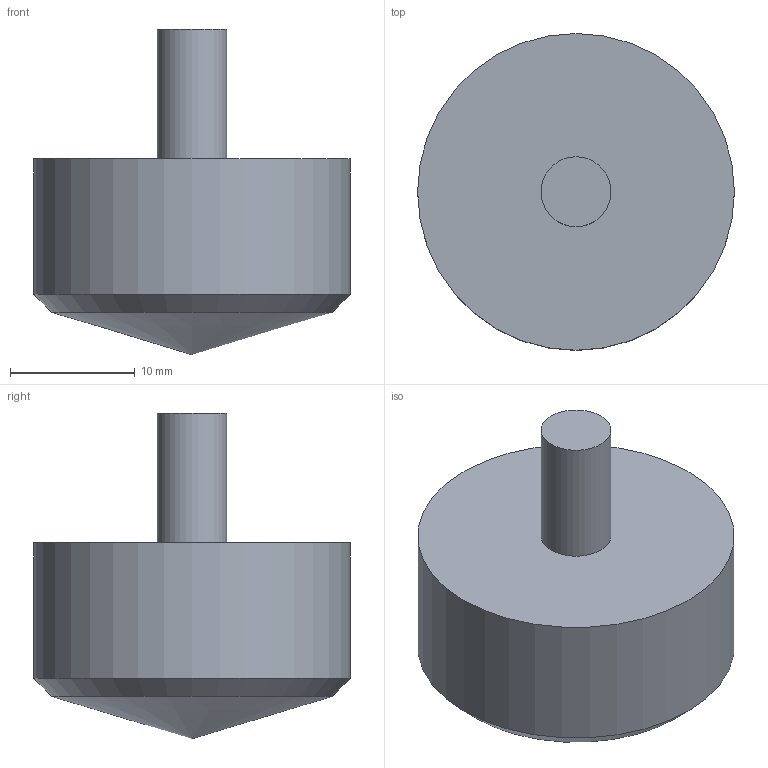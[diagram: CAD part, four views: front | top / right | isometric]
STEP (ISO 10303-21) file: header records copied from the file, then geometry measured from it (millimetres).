
FILE_DESCRIPTION(/* description */ (''),/* implementation_level */ '2;1');
FILE_NAME(/* name */ '3087_1_3d.stp',/* time_stamp */ '2017-07-05T13:48:26+02:00',/* author */ (''),/* organization */ ('SMS'),/* preprocessor_version */ 'ST-DEVELOPER v15',/* originating_system */ 'SIEMENS PLM Software NX 8.5',/* authorisation */ '');
FILE_SCHEMA (('AUTOMOTIVE_DESIGN { 1 0 10303 214 3 1 1 1 }'));
Length unit declared in the file: millimetre
Products named in the file (1): 3087_1_3D
Bounding box: 25.4 x 25.4 x 26.1 mm (x, y, z)
Volume: 6861.5 mm3; surface area: 2125.8 mm2
Topology: 1 solids, 1 shells, 6 faces, 13 edges, 9 vertices
Faces by surface type: cylinder 2, plane 2, cone 2
Full cylindrical faces by diameter (mm): 5.6 x1, 25.4 x1
Entity records: 194 total; most frequent: CARTESIAN_POINT 37, DIRECTION 30, AXIS2_PLACEMENT_3D 15, FACE_BOUND 10, EDGE_LOOP 10, ORIENTED_EDGE 10, ADVANCED_FACE 6, VERTEX_POINT 6
